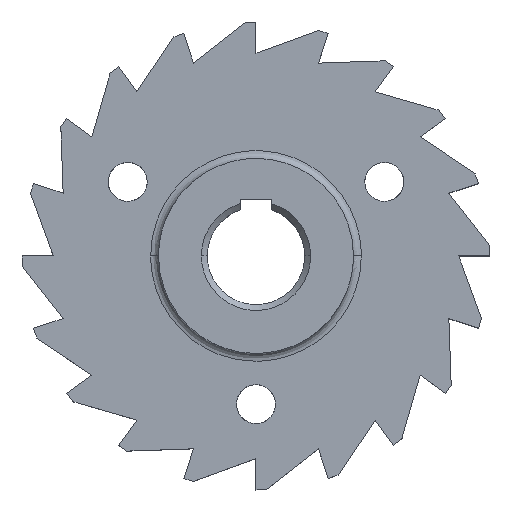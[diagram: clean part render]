
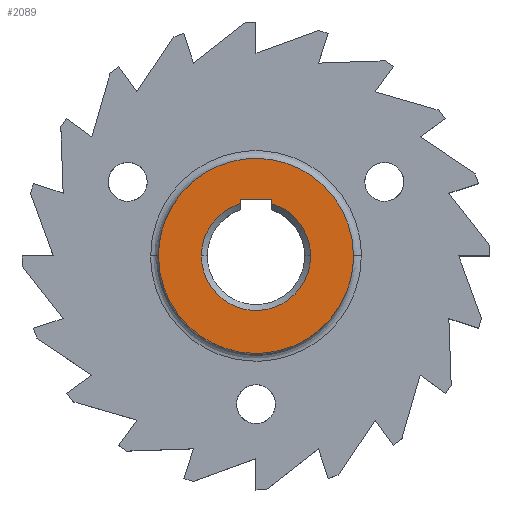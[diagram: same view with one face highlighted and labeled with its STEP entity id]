
A CAD part, top view. The second image highlights one B-rep face of the part: STEP entity #2089.
In plain terms, the highlighted free-form (B-spline) face has degree [1, 1] with [2, 2] control points.
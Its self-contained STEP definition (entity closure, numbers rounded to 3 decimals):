
#134 = VERTEX_POINT('',#135);
#135 = CARTESIAN_POINT('',(11.427,0.,8.979));
#140 = EDGE_CURVE('',#134,#141,#143,.T.);
#141 = VERTEX_POINT('',#142);
#142 = CARTESIAN_POINT('',(-11.427,0.,
    8.979));
#143 = ( BOUNDED_CURVE() B_SPLINE_CURVE(2,(#144,#145,#146,#147,#148),
.UNSPECIFIED.,.F.,.F.) B_SPLINE_CURVE_WITH_KNOTS((3,2,3),(0.,
1.571,3.142),.PIECEWISE_BEZIER_KNOTS.) CURVE() 
GEOMETRIC_REPRESENTATION_ITEM() RATIONAL_B_SPLINE_CURVE((1.,
0.707,1.,0.707,1.)) REPRESENTATION_ITEM('') );
#144 = CARTESIAN_POINT('',(11.427,0.,8.979));
#145 = CARTESIAN_POINT('',(11.427,-11.427,8.979
    ));
#146 = CARTESIAN_POINT('',(0.,-11.427,
    8.979));
#147 = CARTESIAN_POINT('',(-11.427,-11.427,
    8.979));
#148 = CARTESIAN_POINT('',(-11.427,0.,
    8.979));
#182 = VERTEX_POINT('',#183);
#183 = CARTESIAN_POINT('',(3.265,10.951,8.979
    ));
#190 = EDGE_CURVE('',#182,#134,#191,.T.);
#191 = ( BOUNDED_CURVE() B_SPLINE_CURVE(2,(#192,#193,#194),
.UNSPECIFIED.,.F.,.F.) B_SPLINE_CURVE_WITH_KNOTS((3,3),(5.002,
6.283),.PIECEWISE_BEZIER_KNOTS.) CURVE() 
GEOMETRIC_REPRESENTATION_ITEM() RATIONAL_B_SPLINE_CURVE((1.,
0.802,1.)) REPRESENTATION_ITEM('') );
#192 = CARTESIAN_POINT('',(3.265,10.951,8.979
    ));
#193 = CARTESIAN_POINT('',(11.427,8.517,8.979)
  );
#194 = CARTESIAN_POINT('',(11.427,0.,
    8.979));
#499 = VERTEX_POINT('',#500);
#500 = CARTESIAN_POINT('',(-20.406,0.,
    8.979));
#505 = EDGE_CURVE('',#506,#499,#508,.T.);
#506 = VERTEX_POINT('',#507);
#507 = CARTESIAN_POINT('',(20.406,0.,8.979));
#508 = ( BOUNDED_CURVE() B_SPLINE_CURVE(2,(#509,#510,#511,#512,#513),
.UNSPECIFIED.,.F.,.F.) B_SPLINE_CURVE_WITH_KNOTS((3,2,3),(0.,
1.571,3.142),.PIECEWISE_BEZIER_KNOTS.) CURVE() 
GEOMETRIC_REPRESENTATION_ITEM() RATIONAL_B_SPLINE_CURVE((1.,
0.707,1.,0.707,1.)) REPRESENTATION_ITEM('') );
#509 = CARTESIAN_POINT('',(20.406,0.,8.979));
#510 = CARTESIAN_POINT('',(20.406,20.406,
    8.979));
#511 = CARTESIAN_POINT('',(0.,20.406,
    8.979));
#512 = CARTESIAN_POINT('',(-20.406,20.406,
    8.979));
#513 = CARTESIAN_POINT('',(-20.406,0.,
    8.979));
#2071 = EDGE_CURVE('',#499,#506,#2072,.T.);
#2072 = ( BOUNDED_CURVE() B_SPLINE_CURVE(2,(#2073,#2074,#2075,#2076,
#2077),.UNSPECIFIED.,.F.,.F.) B_SPLINE_CURVE_WITH_KNOTS((3,2,3),(
    3.142,4.712,6.283),
.PIECEWISE_BEZIER_KNOTS.) CURVE() GEOMETRIC_REPRESENTATION_ITEM() 
RATIONAL_B_SPLINE_CURVE((1.,0.707,1.,0.707,1.)) 
REPRESENTATION_ITEM('') );
#2073 = CARTESIAN_POINT('',(-20.406,0.,
    8.979));
#2074 = CARTESIAN_POINT('',(-20.406,-20.406,
    8.979));
#2075 = CARTESIAN_POINT('',(0.,-20.406,
    8.979));
#2076 = CARTESIAN_POINT('',(20.406,-20.406,
    8.979));
#2077 = CARTESIAN_POINT('',(20.406,0.,
    8.979));
#2089 = ADVANCED_FACE('',(#2090,#2121),#2125,.T.);
#2090 = FACE_BOUND('',#2091,.T.);
#2091 = EDGE_LOOP('',(#2092,#2099,#2100,#2101,#2109,#2116));
#2092 = ORIENTED_EDGE('',*,*,#2093,.F.);
#2093 = EDGE_CURVE('',#182,#2094,#2096,.T.);
#2094 = VERTEX_POINT('',#2095);
#2095 = CARTESIAN_POINT('',(3.265,11.835,
    8.979));
#2096 = B_SPLINE_CURVE_WITH_KNOTS('',1,(#2097,#2098),.UNSPECIFIED.,.F.,
  .F.,(2,2),(6.916,8.),.PIECEWISE_BEZIER_KNOTS.);
#2097 = CARTESIAN_POINT('',(3.265,10.951,
    8.979));
#2098 = CARTESIAN_POINT('',(3.265,11.835,
    8.979));
#2099 = ORIENTED_EDGE('',*,*,#190,.T.);
#2100 = ORIENTED_EDGE('',*,*,#140,.T.);
#2101 = ORIENTED_EDGE('',*,*,#2102,.T.);
#2102 = EDGE_CURVE('',#141,#2103,#2105,.T.);
#2103 = VERTEX_POINT('',#2104);
#2104 = CARTESIAN_POINT('',(-3.265,10.951,
    8.979));
#2105 = ( BOUNDED_CURVE() B_SPLINE_CURVE(2,(#2106,#2107,#2108),
.UNSPECIFIED.,.F.,.F.) B_SPLINE_CURVE_WITH_KNOTS((3,3),(3.142,
4.423),.PIECEWISE_BEZIER_KNOTS.) CURVE() 
GEOMETRIC_REPRESENTATION_ITEM() RATIONAL_B_SPLINE_CURVE((1.,
0.802,1.)) REPRESENTATION_ITEM('') );
#2106 = CARTESIAN_POINT('',(-11.427,0.,
    8.979));
#2107 = CARTESIAN_POINT('',(-11.427,8.517,
    8.979));
#2108 = CARTESIAN_POINT('',(-3.265,10.951,
    8.979));
#2109 = ORIENTED_EDGE('',*,*,#2110,.F.);
#2110 = EDGE_CURVE('',#2111,#2103,#2113,.T.);
#2111 = VERTEX_POINT('',#2112);
#2112 = CARTESIAN_POINT('',(-3.265,11.835,
    8.979));
#2113 = B_SPLINE_CURVE_WITH_KNOTS('',1,(#2114,#2115),.UNSPECIFIED.,.F.,
  .F.,(2,2),(-8.,-6.916),.PIECEWISE_BEZIER_KNOTS.);
#2114 = CARTESIAN_POINT('',(-3.265,11.835,
    8.979));
#2115 = CARTESIAN_POINT('',(-3.265,10.951,
    8.979));
#2116 = ORIENTED_EDGE('',*,*,#2117,.F.);
#2117 = EDGE_CURVE('',#2094,#2111,#2118,.T.);
#2118 = B_SPLINE_CURVE_WITH_KNOTS('',1,(#2119,#2120),.UNSPECIFIED.,.F.,
  .F.,(2,2),(-8.,-0.),.PIECEWISE_BEZIER_KNOTS.);
#2119 = CARTESIAN_POINT('',(3.265,11.835,
    8.979));
#2120 = CARTESIAN_POINT('',(-3.265,11.835,
    8.979));
#2121 = FACE_BOUND('',#2122,.T.);
#2122 = EDGE_LOOP('',(#2123,#2124));
#2123 = ORIENTED_EDGE('',*,*,#505,.T.);
#2124 = ORIENTED_EDGE('',*,*,#2071,.T.);
#2125 = B_SPLINE_SURFACE_WITH_KNOTS('',1,1,(
    (#2126,#2127)
    ,(#2128,#2129
    )),.UNSPECIFIED.,.F.,.F.,.F.,(2,2),(2,2),(-37.5,12.5),(-25.,25.),
  .PIECEWISE_BEZIER_KNOTS.);
#2126 = CARTESIAN_POINT('',(-20.406,-20.406,
    8.979));
#2127 = CARTESIAN_POINT('',(-20.406,20.406,
    8.979));
#2128 = CARTESIAN_POINT('',(20.406,-20.406,
    8.979));
#2129 = CARTESIAN_POINT('',(20.406,20.406,
    8.979));
